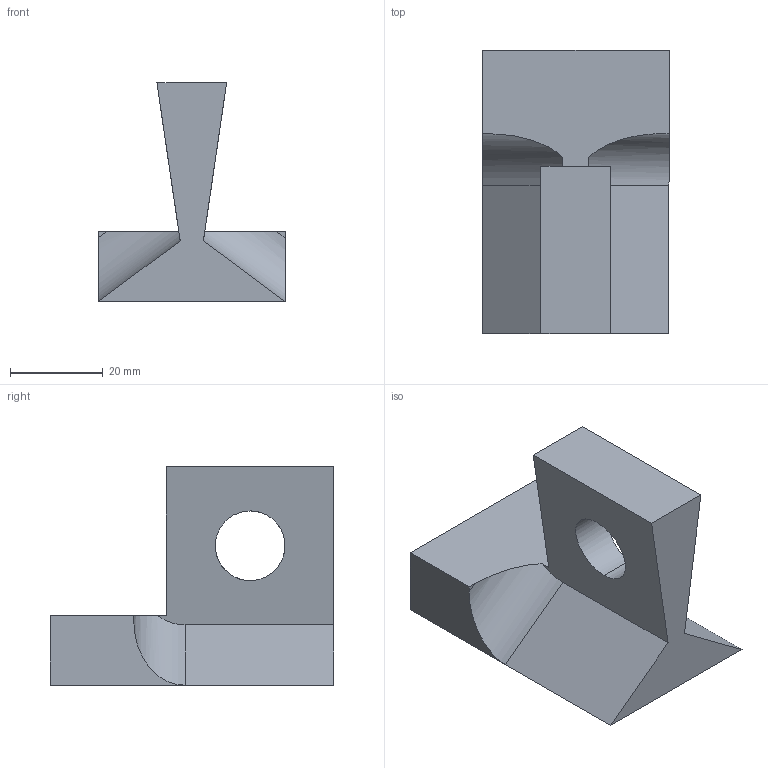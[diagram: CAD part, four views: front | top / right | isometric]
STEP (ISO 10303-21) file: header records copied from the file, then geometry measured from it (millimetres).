
FILE_DESCRIPTION (( 'STEP AP203' ), '1' );
FILE_NAME ('arm.STEP', '2012-06-17T21:31:12', ( '' ), ( '' ), 'SwSTEP 2.0', 'SolidWorks 2011', '' );
FILE_SCHEMA (( 'CONFIG_CONTROL_DESIGN' ));
Length unit declared in the file: millimetre
Products named in the file (1): arm
Bounding box: 40.1 x 61 x 47 mm (x, y, z)
Volume: 34947.8 mm3; surface area: 10497.4 mm2
Topology: 1 solids, 1 shells, 18 faces, 47 edges, 31 vertices
Faces by surface type: plane 14, cylinder 4
Entity records: 624 total; most frequent: CARTESIAN_POINT 130, ORIENTED_EDGE 94, DIRECTION 74, EDGE_CURVE 47, VECTOR 36, LINE 36, VERTEX_POINT 31, EDGE_LOOP 20
